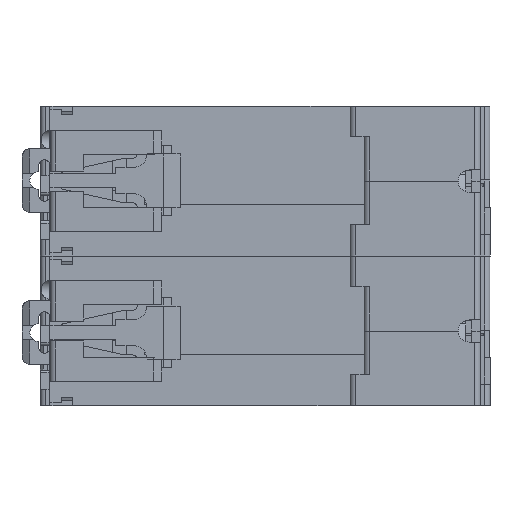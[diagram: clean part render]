
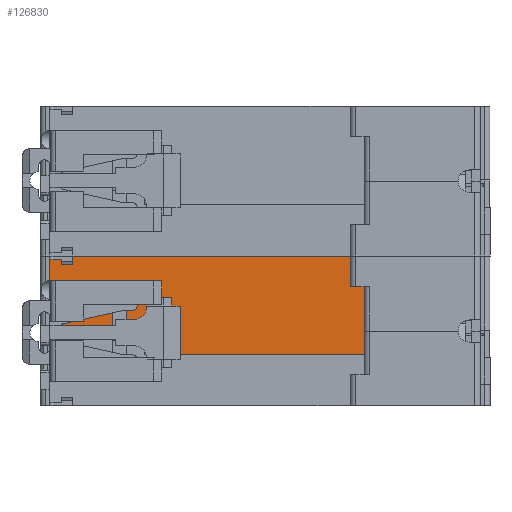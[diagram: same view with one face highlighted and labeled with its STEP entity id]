
A CAD part, front view. The second image highlights one B-rep face of the part: STEP entity #126830.
In plain terms, the highlighted planar face has unit normal (0, -1, 0).
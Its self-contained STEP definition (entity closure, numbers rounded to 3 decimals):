
#111443=DIRECTION('',(0.,0.,-1.));
#111444=VECTOR('',#111443,1.5);
#111445=CARTESIAN_POINT('',(26.,-56.26,1.5));
#111446=LINE('',#111445,#111444);
#111459=DIRECTION('',(0.,0.,-1.));
#111460=VECTOR('',#111459,5.9);
#111461=CARTESIAN_POINT('',(16.3,-56.26,13.4));
#111462=LINE('',#111461,#111460);
#111463=DIRECTION('',(0.,0.,1.));
#111464=VECTOR('',#111463,5.9);
#111465=CARTESIAN_POINT('',(18.8,-56.26,7.5));
#111466=LINE('',#111465,#111464);
#111467=DIRECTION('',(1.,0.,0.));
#111468=VECTOR('',#111467,11.23);
#111469=CARTESIAN_POINT('',(18.8,-56.26,13.4));
#111470=LINE('',#111469,#111468);
#111471=DIRECTION('',(0.,0.,-1.));
#111472=VECTOR('',#111471,12.8);
#111473=CARTESIAN_POINT('',(30.03,-56.26,13.4));
#111474=LINE('',#111473,#111472);
#111475=DIRECTION('',(0.,0.,-1.));
#111476=VECTOR('',#111475,0.9);
#111477=CARTESIAN_POINT('',(28.025,-56.26,1.5));
#111478=LINE('',#111477,#111476);
#111479=DIRECTION('',(1.,0.,0.));
#111480=VECTOR('',#111479,52.18);
#111481=CARTESIAN_POINT('',(-26.18,-56.26,0.));
#111482=LINE('',#111481,#111480);
#111483=DIRECTION('',(0.,0.,-1.));
#111484=VECTOR('',#111483,13.4);
#111485=CARTESIAN_POINT('',(-26.18,-56.261,13.4));
#111486=LINE('',#111485,#111484);
#111487=DIRECTION('',(1.,0.001,0.));
#111488=VECTOR('',#111487,1.545);
#111489=CARTESIAN_POINT('',(-27.725,-56.262,13.4));
#111490=LINE('',#111489,#111488);
#111491=DIRECTION('',(-1.,0.,0.));
#111492=VECTOR('',#111491,40.75);
#111493=CARTESIAN_POINT('',(13.025,-56.26,17.5));
#111494=LINE('',#111493,#111492);
#111495=DIRECTION('',(1.,0.,0.));
#111496=VECTOR('',#111495,3.275);
#111497=CARTESIAN_POINT('',(13.025,-56.26,13.4));
#111498=LINE('',#111497,#111496);
#111499=DIRECTION('',(1.,0.,0.));
#111500=VECTOR('',#111499,3.38);
#111501=CARTESIAN_POINT('',(10.12,-56.26,7.));
#111502=LINE('',#111501,#111500);
#111503=DIRECTION('',(0.,0.,-1.));
#111504=VECTOR('',#111503,2.48);
#111505=CARTESIAN_POINT('',(10.,-56.26,6.88));
#111506=LINE('',#111505,#111504);
#111507=DIRECTION('',(1.,0.,0.));
#111508=VECTOR('',#111507,19.96);
#111509=CARTESIAN_POINT('',(10.,-56.26,4.4));
#111510=LINE('',#111509,#111508);
#111511=DIRECTION('',(0.,0.,1.));
#111512=VECTOR('',#111511,3.);
#111513=CARTESIAN_POINT('',(29.96,-56.26,4.4));
#111514=LINE('',#111513,#111512);
#111515=DIRECTION('',(1.,0.,0.));
#111516=VECTOR('',#111515,8.86);
#111517=CARTESIAN_POINT('',(21.1,-56.26,7.4));
#111518=LINE('',#111517,#111516);
#111519=DIRECTION('',(0.9,0.,0.436));
#111520=VECTOR('',#111519,3.444);
#111521=CARTESIAN_POINT('',(18.,-56.26,5.9));
#111522=LINE('',#111521,#111520);
#111523=DIRECTION('',(0.861,0.,-0.509));
#111524=VECTOR('',#111523,2.555);
#111525=CARTESIAN_POINT('',(15.8,-56.26,7.2));
#111526=LINE('',#111525,#111524);
#111527=DIRECTION('',(0.914,0.,0.406));
#111528=VECTOR('',#111527,1.97);
#111529=CARTESIAN_POINT('',(14.,-56.26,6.4));
#111530=LINE('',#111529,#111528);
#111531=DIRECTION('',(0.928,0.,-0.371));
#111532=VECTOR('',#111531,0.539);
#111533=CARTESIAN_POINT('',(13.5,-56.26,6.6));
#111534=LINE('',#111533,#111532);
#111535=DIRECTION('',(0.,0.,-1.));
#111536=VECTOR('',#111535,0.4);
#111537=CARTESIAN_POINT('',(13.5,-56.26,7.));
#111538=LINE('',#111537,#111536);
#117135=DIRECTION('',(1.,0.,0.));
#117136=VECTOR('',#117135,2.5);
#117137=CARTESIAN_POINT('',(16.3,-56.26,7.5));
#117138=LINE('',#117137,#117136);
#117191=DIRECTION('',(-1.,0.,0.));
#117192=VECTOR('',#117191,2.025);
#117193=CARTESIAN_POINT('',(28.025,-56.26,1.5));
#117194=LINE('',#117193,#117192);
#117215=DIRECTION('',(-1.,0.,0.));
#117216=VECTOR('',#117215,2.005);
#117217=CARTESIAN_POINT('',(30.03,-56.26,0.6));
#117218=LINE('',#117217,#117216);
#117239=DIRECTION('',(0.,0.001,1.));
#117240=VECTOR('',#117239,4.1);
#117241=CARTESIAN_POINT('',(-27.725,-56.262,13.4));
#117242=LINE('',#117241,#117240);
#117255=DIRECTION('',(0.,0.,-1.));
#117256=VECTOR('',#117255,4.1);
#117257=CARTESIAN_POINT('',(13.025,-56.26,17.5));
#117258=LINE('',#117257,#117256);
#117279=DIRECTION('',(0.707,0.,0.707));
#117280=VECTOR('',#117279,0.17);
#117281=CARTESIAN_POINT('',(10.,-56.26,6.88));
#117282=LINE('',#117281,#117280);
#120193=CARTESIAN_POINT('',(28.025,-56.26,1.5));
#120194=CARTESIAN_POINT('',(28.025,-56.26,0.6));
#120195=VERTEX_POINT('',#120193);
#120196=VERTEX_POINT('',#120194);
#120201=CARTESIAN_POINT('',(13.025,-56.26,17.5));
#120203=VERTEX_POINT('',#120201);
#120207=CARTESIAN_POINT('',(-27.725,-56.26,17.5));
#120208=VERTEX_POINT('',#120207);
#120366=CARTESIAN_POINT('',(13.025,-56.26,13.4));
#120367=VERTEX_POINT('',#120366);
#120370=CARTESIAN_POINT('',(-27.725,-56.262,13.4));
#120371=VERTEX_POINT('',#120370);
#120437=CARTESIAN_POINT('',(-26.18,-56.26,0.));
#120438=VERTEX_POINT('',#120437);
#120439=CARTESIAN_POINT('',(-26.18,-56.261,13.4));
#120440=VERTEX_POINT('',#120439);
#120445=CARTESIAN_POINT('',(26.,-56.26,1.5));
#120446=VERTEX_POINT('',#120445);
#120447=CARTESIAN_POINT('',(26.,-56.26,0.));
#120448=VERTEX_POINT('',#120447);
#120457=CARTESIAN_POINT('',(30.03,-56.26,0.6));
#120458=VERTEX_POINT('',#120457);
#120460=CARTESIAN_POINT('',(30.03,-56.26,13.4));
#120462=VERTEX_POINT('',#120460);
#121768=CARTESIAN_POINT('',(16.3,-56.26,13.4));
#121769=VERTEX_POINT('',#121768);
#121770=CARTESIAN_POINT('',(18.8,-56.26,13.4));
#121771=VERTEX_POINT('',#121770);
#122763=CARTESIAN_POINT('',(13.5,-56.26,7.));
#122764=CARTESIAN_POINT('',(13.5,-56.26,6.6));
#122765=VERTEX_POINT('',#122763);
#122766=VERTEX_POINT('',#122764);
#122767=CARTESIAN_POINT('',(14.,-56.26,6.4));
#122768=VERTEX_POINT('',#122767);
#122769=CARTESIAN_POINT('',(15.8,-56.26,7.2));
#122770=VERTEX_POINT('',#122769);
#122771=CARTESIAN_POINT('',(18.,-56.26,5.9));
#122772=VERTEX_POINT('',#122771);
#122773=CARTESIAN_POINT('',(21.1,-56.26,7.4));
#122774=VERTEX_POINT('',#122773);
#122787=CARTESIAN_POINT('',(29.96,-56.26,7.4));
#122788=VERTEX_POINT('',#122787);
#122795=CARTESIAN_POINT('',(10.,-56.26,4.4));
#122796=CARTESIAN_POINT('',(29.96,-56.26,4.4));
#122797=VERTEX_POINT('',#122795);
#122798=VERTEX_POINT('',#122796);
#122799=CARTESIAN_POINT('',(16.3,-56.26,7.5));
#122800=CARTESIAN_POINT('',(18.8,-56.26,7.5));
#122801=VERTEX_POINT('',#122799);
#122802=VERTEX_POINT('',#122800);
#122828=CARTESIAN_POINT('',(10.12,-56.26,7.));
#122830=VERTEX_POINT('',#122828);
#122832=CARTESIAN_POINT('',(10.,-56.26,6.88));
#122834=VERTEX_POINT('',#122832);
#126772=CARTESIAN_POINT('',(-26.18,-56.26,0.));
#126773=DIRECTION('',(0.,-1.,0.));
#126774=DIRECTION('',(1.,0.,0.));
#126775=AXIS2_PLACEMENT_3D('',#126772,#126773,#126774);
#126776=PLANE('',#126775);
#126778=ORIENTED_EDGE('',*,*,#126777,.T.);
#126780=ORIENTED_EDGE('',*,*,#126779,.T.);
#126782=ORIENTED_EDGE('',*,*,#126781,.T.);
#126783=ORIENTED_EDGE('',*,*,#125934,.T.);
#126785=ORIENTED_EDGE('',*,*,#126784,.T.);
#126787=ORIENTED_EDGE('',*,*,#126786,.T.);
#126789=ORIENTED_EDGE('',*,*,#126788,.F.);
#126791=ORIENTED_EDGE('',*,*,#126790,.T.);
#126792=ORIENTED_EDGE('',*,*,#126759,.T.);
#126793=ORIENTED_EDGE('',*,*,#126313,.F.);
#126795=ORIENTED_EDGE('',*,*,#126794,.F.);
#126796=ORIENTED_EDGE('',*,*,#125977,.F.);
#126798=ORIENTED_EDGE('',*,*,#126797,.T.);
#126800=ORIENTED_EDGE('',*,*,#126799,.F.);
#126802=ORIENTED_EDGE('',*,*,#126801,.T.);
#126803=ORIENTED_EDGE('',*,*,#125969,.T.);
#126804=EDGE_LOOP('',(#126778,#126780,#126782,#126783,#126785,#126787,#126789,
#126791,#126792,#126793,#126795,#126796,#126798,#126800,#126802,#126803));
#126805=FACE_OUTER_BOUND('',#126804,.F.);
#126807=ORIENTED_EDGE('',*,*,#126806,.F.);
#126809=ORIENTED_EDGE('',*,*,#126808,.F.);
#126811=ORIENTED_EDGE('',*,*,#126810,.T.);
#126813=ORIENTED_EDGE('',*,*,#126812,.T.);
#126815=ORIENTED_EDGE('',*,*,#126814,.T.);
#126817=ORIENTED_EDGE('',*,*,#126816,.F.);
#126819=ORIENTED_EDGE('',*,*,#126818,.F.);
#126821=ORIENTED_EDGE('',*,*,#126820,.F.);
#126823=ORIENTED_EDGE('',*,*,#126822,.F.);
#126825=ORIENTED_EDGE('',*,*,#126824,.F.);
#126827=ORIENTED_EDGE('',*,*,#126826,.F.);
#126828=EDGE_LOOP('',(#126807,#126809,#126811,#126813,#126815,#126817,#126819,
#126821,#126823,#126825,#126827));
#126829=FACE_BOUND('',#126828,.F.);
#126830=ADVANCED_FACE('',(#126805,#126829),#126776,.T.);
#125934=EDGE_CURVE('',#121771,#120462,#111470,.T.);
#125969=EDGE_CURVE('',#120367,#121769,#111498,.T.);
#125977=EDGE_CURVE('',#120371,#120440,#111490,.T.);
#126313=EDGE_CURVE('',#120438,#120448,#111482,.T.);
#126759=EDGE_CURVE('',#120446,#120448,#111446,.T.);
#126777=EDGE_CURVE('',#121769,#122801,#111462,.T.);
#126779=EDGE_CURVE('',#122801,#122802,#117138,.T.);
#126781=EDGE_CURVE('',#122802,#121771,#111466,.T.);
#126784=EDGE_CURVE('',#120462,#120458,#111474,.T.);
#126786=EDGE_CURVE('',#120458,#120196,#117218,.T.);
#126788=EDGE_CURVE('',#120195,#120196,#111478,.T.);
#126790=EDGE_CURVE('',#120195,#120446,#117194,.T.);
#126794=EDGE_CURVE('',#120440,#120438,#111486,.T.);
#126797=EDGE_CURVE('',#120371,#120208,#117242,.T.);
#126799=EDGE_CURVE('',#120203,#120208,#111494,.T.);
#126801=EDGE_CURVE('',#120203,#120367,#117258,.T.);
#126806=EDGE_CURVE('',#122830,#122765,#111502,.T.);
#126808=EDGE_CURVE('',#122834,#122830,#117282,.T.);
#126810=EDGE_CURVE('',#122834,#122797,#111506,.T.);
#126812=EDGE_CURVE('',#122797,#122798,#111510,.T.);
#126814=EDGE_CURVE('',#122798,#122788,#111514,.T.);
#126816=EDGE_CURVE('',#122774,#122788,#111518,.T.);
#126818=EDGE_CURVE('',#122772,#122774,#111522,.T.);
#126820=EDGE_CURVE('',#122770,#122772,#111526,.T.);
#126822=EDGE_CURVE('',#122768,#122770,#111530,.T.);
#126824=EDGE_CURVE('',#122766,#122768,#111534,.T.);
#126826=EDGE_CURVE('',#122765,#122766,#111538,.T.);
